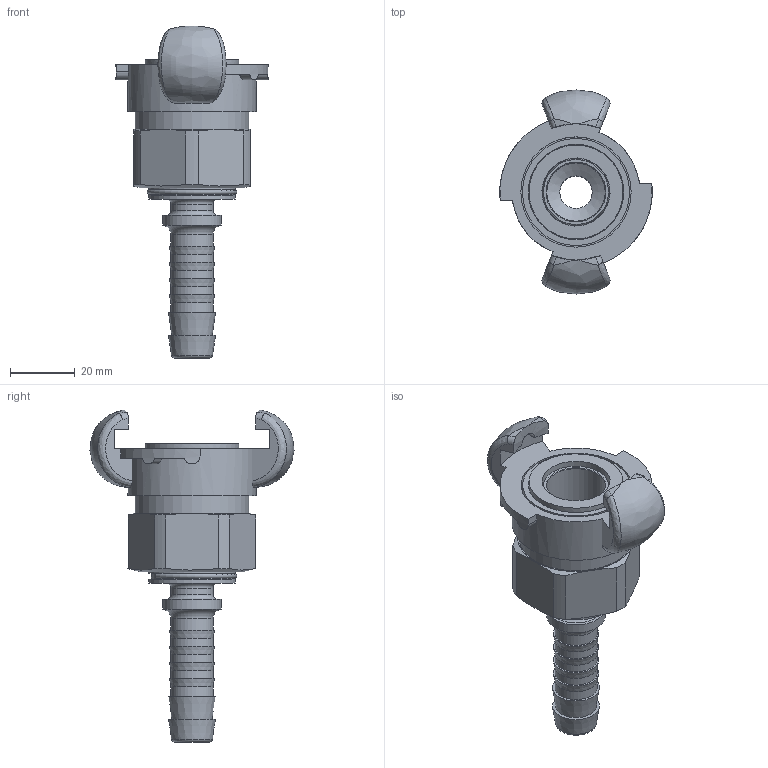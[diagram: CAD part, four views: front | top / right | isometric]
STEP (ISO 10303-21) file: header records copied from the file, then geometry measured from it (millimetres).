
FILE_DESCRIPTION(/* description */ (''),/* implementation_level */ '2;1');
FILE_NAME(/* name */ 'eks_13_v.stp',/* time_stamp */ '2022-09-17T14:49:16+02:00',/* author */ ('meier'),/* organization */ (''),/* preprocessor_version */ 'ST-DEVELOPER v18.1',/* originating_system */ 'Autodesk Inventor 2022',/* authorisation */ '0 mm^3');
FILE_SCHEMA (('AUTOMOTIVE_DESIGN { 1 0 10303 214 3 1 1 }'));
Length unit declared in the file: millimetre
Products named in the file (1): 20070921G0000010-00
Bounding box: 47 x 62.97 x 102.41 mm (x, y, z)
Volume: 43891.5 mm3; surface area: 26268.2 mm2
Topology: 1 solids, 2 shells, 133 faces, 302 edges, 196 vertices
Faces by surface type: plane 49, cylinder 45, cone 19, torus 10, bspline 6, sphere 4
Full cylindrical faces by diameter (mm): 10 x1, 13 x6, 18 x2, 20.7 x1, 21 x1, 25 x1, 26.8 x2, 27 x1, 28.8 x1, 29 x3, 30 x1, 31 x1, 33 x1, 33.376 x1, 34 x1, 35 x1, 35.2 x1, 39.5 x1
Entity records: 4742 total; most frequent: CARTESIAN_POINT 1547, DIRECTION 629, ORIENTED_EDGE 606, EDGE_CURVE 303, AXIS2_PLACEMENT_3D 266, VERTEX_POINT 196, EDGE_LOOP 161, CIRCLE 138
